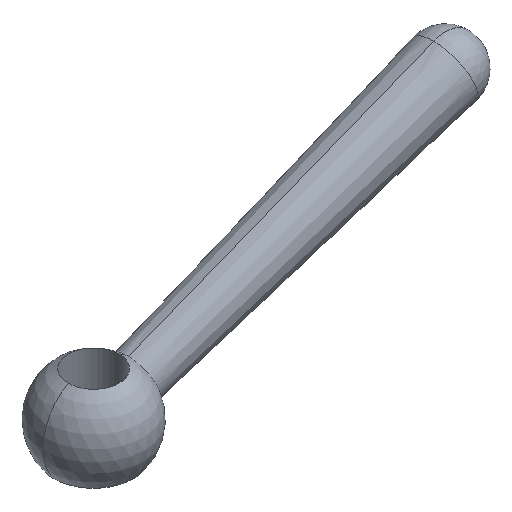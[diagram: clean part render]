
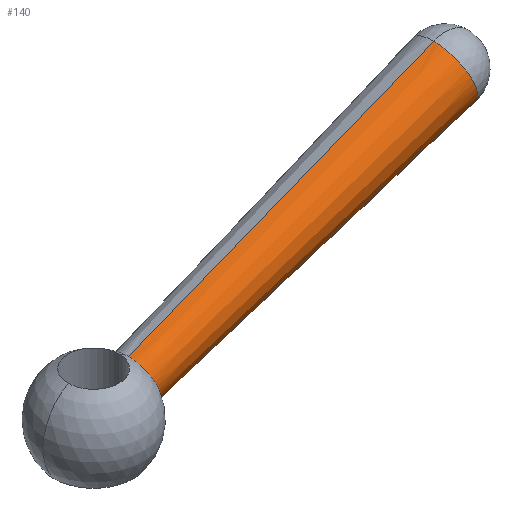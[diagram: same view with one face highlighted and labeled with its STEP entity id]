
A CAD part, isometric view. The second image highlights one B-rep face of the part: STEP entity #140.
In plain terms, the highlighted conical face has half-angle 1.549 degrees and reference radius 10.748 mm.
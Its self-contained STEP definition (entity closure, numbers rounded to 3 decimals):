
#74=VERTEX_POINT('',#172);
#78=EDGE_CURVE('',#74,#124,#177,.T.);
#86=VERTEX_POINT('',#186);
#92=VERTEX_POINT('',#192);
#94=EDGE_CURVE('',#124,#92,#194,.T.);
#96=EDGE_CURVE('',#86,#74,#196,.T.);
#102=EDGE_CURVE('',#92,#86,#203,.T.);
#124=VERTEX_POINT('',#227);
#140=ADVANCED_FACE('',(#245),#246,.T.);
#172=CARTESIAN_POINT('',(134.014,0.,74.574));
#177=CIRCLE('',#277,12.495);
#186=CARTESIAN_POINT('',(13.705,0.,27.066));
#192=CARTESIAN_POINT('',(19.862,0.,10.151));
#194=LINE('',#296,#297);
#196=LINE('',#300,#301);
#203=CIRCLE('',#311,9.);
#227=CARTESIAN_POINT('',(142.561,0.,51.091));
#245=FACE_OUTER_BOUND('',#363,.T.);
#246=CONICAL_SURFACE('',#364,10.748,0.027);
#277=AXIS2_PLACEMENT_3D('',#400,#401,#402);
#296=CARTESIAN_POINT('',(81.211,0.,30.621));
#297=VECTOR('',#418,1.0);
#300=CARTESIAN_POINT('',(73.859,0.,50.82));
#301=VECTOR('',#419,1.0);
#311=AXIS2_PLACEMENT_3D('',#431,#432,#433);
#363=EDGE_LOOP('',(#485,#486,#487,#488));
#364=AXIS2_PLACEMENT_3D('',#489,#490,#491);
#400=CARTESIAN_POINT('',(138.287,0.,62.832));
#401=DIRECTION('',(0.94,0.,0.342));
#402=DIRECTION('',(-0.342,0.,0.94));
#418=DIRECTION('',(-0.949,0.,-0.317));
#419=DIRECTION('',(0.93,0.,0.367));
#431=CARTESIAN_POINT('',(16.783,0.,18.609));
#432=DIRECTION('',(-0.94,0.,-0.342));
#433=DIRECTION('',(0.342,0.0,-0.94));
#485=ORIENTED_EDGE('',*,*,#96,.F.);
#486=ORIENTED_EDGE('',*,*,#102,.F.);
#487=ORIENTED_EDGE('',*,*,#94,.F.);
#488=ORIENTED_EDGE('',*,*,#78,.F.);
#489=CARTESIAN_POINT('',(77.535,0.,40.721));
#490=DIRECTION('',(0.94,0.,0.342));
#491=DIRECTION('',(-0.342,0.,0.94));
